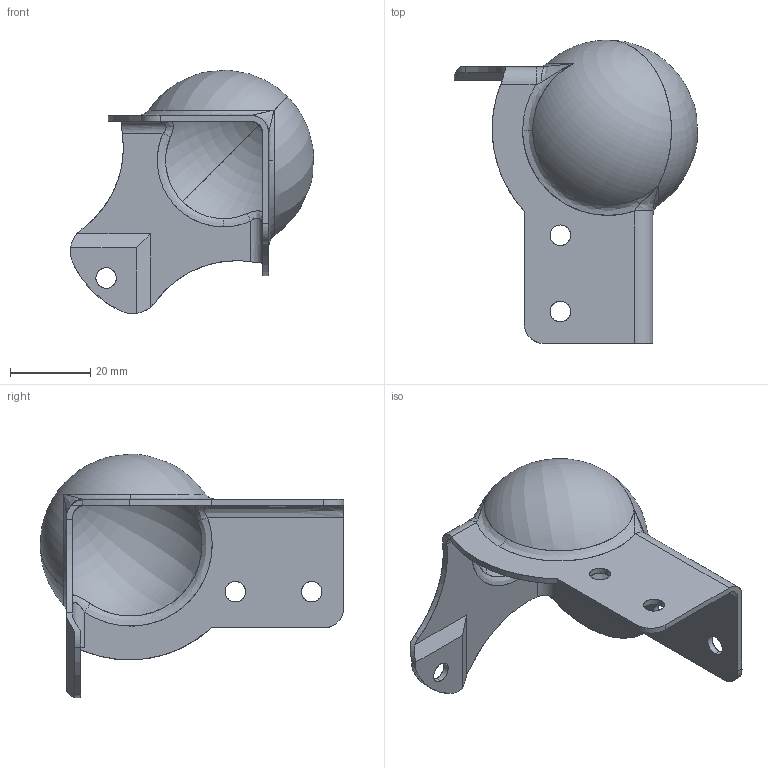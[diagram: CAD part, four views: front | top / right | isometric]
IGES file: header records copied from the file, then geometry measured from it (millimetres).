
Start section: SolidWorks IGES file using analytic representation for surfaces
Global section: file name: 41202.IGS; native system: SolidWorks 2010; preprocessor: SolidWorks 2010; author: martinb; date: 100415.114246; units: millimetre
Bounding box: 60.56 x 75.59 x 60.63 mm (x, y, z)
Surface area: 15063.3 mm2 (no closed solid volume)
Topology: 0 solids, 0 shells, 69 faces, 1112 edges, 1108 vertices
Faces by surface type: bspline 36, revolution 33
